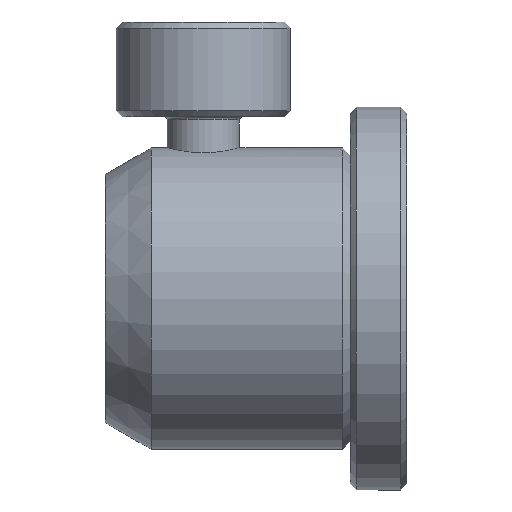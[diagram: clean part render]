
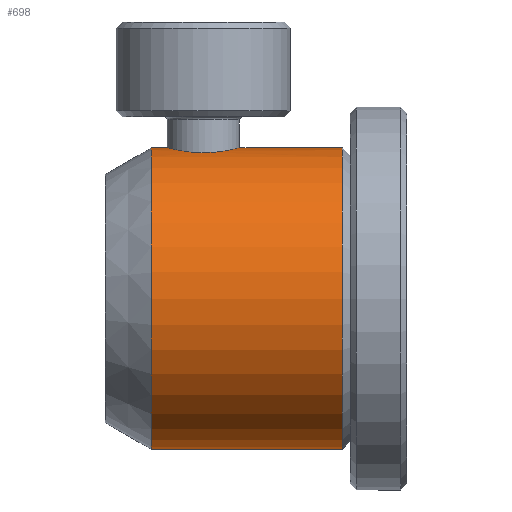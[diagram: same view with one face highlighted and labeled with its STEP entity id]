
A CAD part, left-side view. The second image highlights one B-rep face of the part: STEP entity #698.
In plain terms, the highlighted cylindrical face has radius 12.5 mm (diameter 25 mm), a partial arc.
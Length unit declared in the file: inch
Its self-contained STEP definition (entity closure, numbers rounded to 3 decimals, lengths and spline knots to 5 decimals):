
#290 = EDGE_CURVE ( 'NONE', #714, #575, #3705, .T. ) ;
#307 = VERTEX_POINT ( 'NONE', #3785 ) ;
#348 = EDGE_CURVE ( 'NONE', #709, #364, #3895, .T. ) ;
#364 = VERTEX_POINT ( 'NONE', #3856 ) ;
#447 = ORIENTED_EDGE ( 'NONE', *, *, #650, .T. ) ;
#457 = EDGE_CURVE ( 'NONE', #307, #364, #4290, .T. ) ;
#575 = VERTEX_POINT ( 'NONE', #4709 ) ;
#588 = VERTEX_POINT ( 'NONE', #4743 ) ;
#609 = EDGE_CURVE ( 'NONE', #588, #307, #5043, .T. ) ;
#642 = EDGE_LOOP ( 'NONE', ( #643, #700, #699, #702, #701, #447 ) ) ;
#643 = ORIENTED_EDGE ( 'NONE', *, *, #290, .F. ) ;
#650 = EDGE_CURVE ( 'NONE', #709, #575, #4914, .T. ) ;
#696 = EDGE_CURVE ( 'NONE', #714, #588, #5238, .T. ) ;
#698 = ADVANCED_FACE ( 'NONE', ( #5114 ), #5181, .T. ) ;
#699 = ORIENTED_EDGE ( 'NONE', *, *, #609, .T. ) ;
#700 = ORIENTED_EDGE ( 'NONE', *, *, #696, .T. ) ;
#701 = ORIENTED_EDGE ( 'NONE', *, *, #348, .F. ) ;
#702 = ORIENTED_EDGE ( 'NONE', *, *, #457, .T. ) ;
#709 = VERTEX_POINT ( 'NONE', #5492 ) ;
#714 = VERTEX_POINT ( 'NONE', #5495 ) ;
#3702 = DIRECTION ( 'NONE',  ( 0., -1., 0. ) ) ;
#3703 = VECTOR ( 'NONE', #3702, 39.37008 ) ;
#3704 = CARTESIAN_POINT ( 'NONE',  ( -0.66051, 0.21465, 0.9585 ) ) ;
#3705 = LINE ( 'NONE', #3704, #3703 ) ;
#3785 = CARTESIAN_POINT ( 'NONE',  ( -0.66051, -0.5596, -0.02575 ) ) ;
#3802 = DIRECTION ( 'NONE',  ( 0., -1., 0. ) ) ;
#3803 = VECTOR ( 'NONE', #3802, 39.37008 ) ;
#3804 = CARTESIAN_POINT ( 'NONE',  ( -0.66051, 0.21465, 0.9585 ) ) ;
#3856 = CARTESIAN_POINT ( 'NONE',  ( -0.66051, -0.5596, 0.9585 ) ) ;
#3895 = LINE ( 'NONE', #3804, #3803 ) ;
#4243 = CARTESIAN_POINT ( 'NONE',  ( -0.66051, -0.5596, 0.46638 ) ) ;
#4244 = AXIS2_PLACEMENT_3D ( 'NONE', #4243, #4248, #4247 ) ;
#4247 = DIRECTION ( 'NONE',  ( 0., 0., 1. ) ) ;
#4248 = DIRECTION ( 'NONE',  ( 0., 1., 0. ) ) ;
#4290 = CIRCLE ( 'NONE', #4244, 0.49213 ) ;
#4709 = CARTESIAN_POINT ( 'NONE',  ( -0.66051, 0.01117, 0.9585 ) ) ;
#4743 = CARTESIAN_POINT ( 'NONE',  ( -0.66051, 0.06465, -0.02575 ) ) ;
#4914 = B_SPLINE_CURVE_WITH_KNOTS ( 'NONE', 3,
 ( #4926, #4925, #4924, #4923, #4922, #4921, #5087, #5086, #5085, #5084, #5083, #5082, #5081, #5080, #5079, #5078, #5077, #5076, #5075, #5074, #5073, #5072 ),
 .UNSPECIFIED., .F., .F.,
 ( 4, 2, 2, 2, 2, 2, 2, 2, 2, 2, 4 ),
 ( 0., 0.06248, 0.12496, 0.18744, 0.21868, 0.24992, 0.3124, 0.34364, 0.37488, 0.43736, 0.49985 ),
 .UNSPECIFIED. ) ;
#4921 = CARTESIAN_POINT ( 'NONE',  ( -0.75876, -0.17692, 0.94873 ) ) ;
#4922 = CARTESIAN_POINT ( 'NONE',  ( -0.73601, -0.19848, 0.95281 ) ) ;
#4923 = CARTESIAN_POINT ( 'NONE',  ( -0.72282, -0.20683, 0.95478 ) ) ;
#4924 = CARTESIAN_POINT ( 'NONE',  ( -0.69235, -0.21884, 0.95771 ) ) ;
#4925 = CARTESIAN_POINT ( 'NONE',  ( -0.67663, -0.22185, 0.9585 ) ) ;
#4926 = CARTESIAN_POINT ( 'NONE',  ( -0.66051, -0.22187, 0.9585 ) ) ;
#5032 = DIRECTION ( 'NONE',  ( 0., -1., 0. ) ) ;
#5033 = VECTOR ( 'NONE', #5032, 39.37008 ) ;
#5034 = CARTESIAN_POINT ( 'NONE',  ( -0.66051, 0.21465, -0.02575 ) ) ;
#5043 = LINE ( 'NONE', #5034, #5033 ) ;
#5072 = CARTESIAN_POINT ( 'NONE',  ( -0.66051, 0.01117, 0.9585 ) ) ;
#5073 = CARTESIAN_POINT ( 'NONE',  ( -0.67664, 0.01116, 0.9585 ) ) ;
#5074 = CARTESIAN_POINT ( 'NONE',  ( -0.69242, 0.00812, 0.9577 ) ) ;
#5075 = CARTESIAN_POINT ( 'NONE',  ( -0.72282, -0.00388, 0.95478 ) ) ;
#5076 = CARTESIAN_POINT ( 'NONE',  ( -0.73604, -0.01222, 0.95281 ) ) ;
#5077 = CARTESIAN_POINT ( 'NONE',  ( -0.7531, -0.02843, 0.94975 ) ) ;
#5078 = CARTESIAN_POINT ( 'NONE',  ( -0.75814, -0.03427, 0.94874 ) ) ;
#5079 = CARTESIAN_POINT ( 'NONE',  ( -0.76694, -0.04685, 0.94688 ) ) ;
#5080 = CARTESIAN_POINT ( 'NONE',  ( -0.77067, -0.05351, 0.94603 ) ) ;
#5081 = CARTESIAN_POINT ( 'NONE',  ( -0.78018, -0.07529, 0.94377 ) ) ;
#5082 = CARTESIAN_POINT ( 'NONE',  ( -0.78332, -0.09012, 0.94293 ) ) ;
#5083 = CARTESIAN_POINT ( 'NONE',  ( -0.7833, -0.11303, 0.94294 ) ) ;
#5084 = CARTESIAN_POINT ( 'NONE',  ( -0.78251, -0.12056, 0.94314 ) ) ;
#5085 = CARTESIAN_POINT ( 'NONE',  ( -0.77936, -0.13543, 0.94394 ) ) ;
#5086 = CARTESIAN_POINT ( 'NONE',  ( -0.77697, -0.14281, 0.94453 ) ) ;
#5087 = CARTESIAN_POINT ( 'NONE',  ( -0.76755, -0.16435, 0.94676 ) ) ;
#5111 = CARTESIAN_POINT ( 'NONE',  ( -0.66051, 0.21465, 0.46638 ) ) ;
#5114 = FACE_OUTER_BOUND ( 'NONE', #642, .T. ) ;
#5118 = AXIS2_PLACEMENT_3D ( 'NONE', #5111, #5157, #5156 ) ;
#5156 = DIRECTION ( 'NONE',  ( 0., 0., -1. ) ) ;
#5157 = DIRECTION ( 'NONE',  ( 0., -1., 0. ) ) ;
#5177 = DIRECTION ( 'NONE',  ( 0., 0., 1. ) ) ;
#5178 = DIRECTION ( 'NONE',  ( 0., -1., 0. ) ) ;
#5179 = CARTESIAN_POINT ( 'NONE',  ( -0.66051, 0.06465, 0.46638 ) ) ;
#5180 = AXIS2_PLACEMENT_3D ( 'NONE', #5179, #5178, #5177 ) ;
#5181 = CYLINDRICAL_SURFACE ( 'NONE', #5118, 0.49213 ) ;
#5238 = CIRCLE ( 'NONE', #5180, 0.49213 ) ;
#5492 = CARTESIAN_POINT ( 'NONE',  ( -0.66051, -0.22187, 0.9585 ) ) ;
#5495 = CARTESIAN_POINT ( 'NONE',  ( -0.66051, 0.06465, 0.9585 ) ) ;
